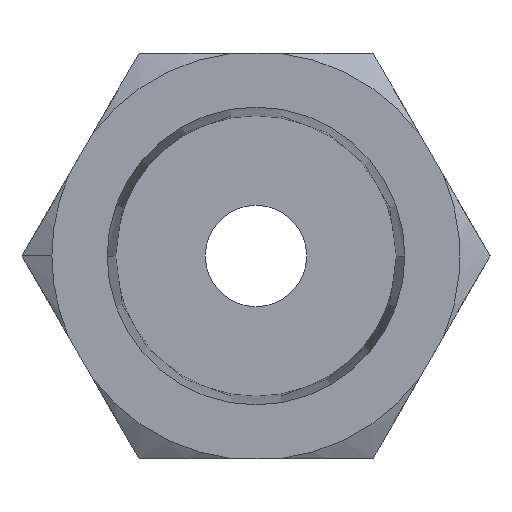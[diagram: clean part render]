
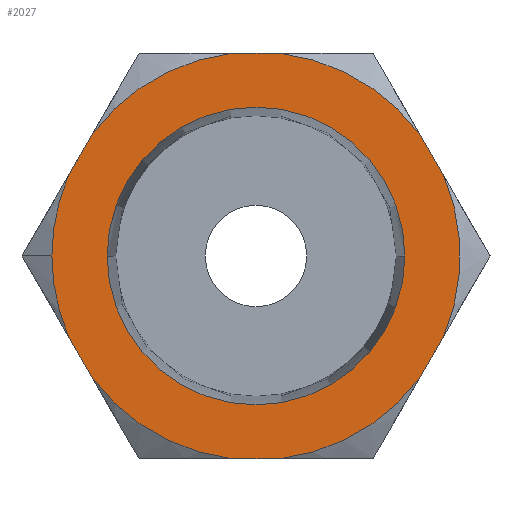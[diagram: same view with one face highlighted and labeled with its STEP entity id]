
A CAD part, front view. The second image highlights one B-rep face of the part: STEP entity #2027.
In plain terms, the highlighted planar face has unit normal (0, -1, 0).
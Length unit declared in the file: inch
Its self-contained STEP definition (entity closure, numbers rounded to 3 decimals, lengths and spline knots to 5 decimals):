
#10 = EDGE_CURVE ( 'NONE', #1276, #103, #1575, .T. ) ;
#32 = DIRECTION ( 'NONE',  ( 0., 1., 0. ) ) ;
#84 = CIRCLE ( 'NONE', #1986, 0.2025 ) ;
#85 = DIRECTION ( 'NONE',  ( -1., 0., 0. ) ) ;
#103 = VERTEX_POINT ( 'NONE', #3109 ) ;
#164 = DIRECTION ( 'NONE',  ( -1., 0., 0. ) ) ;
#182 = DIRECTION ( 'NONE',  ( -1., 0., 0. ) ) ;
#212 = PLANE ( 'NONE',  #2757 ) ;
#296 = VERTEX_POINT ( 'NONE', #2283 ) ;
#330 = EDGE_LOOP ( 'NONE', ( #1675, #2113, #1990, #887, #1862, #1337, #466, #1301, #1754, #2342, #1229, #1923, #768 ) ) ;
#333 = VERTEX_POINT ( 'NONE', #3043 ) ;
#362 = EDGE_CURVE ( 'NONE', #376, #1200, #3176, .T. ) ;
#370 = VERTEX_POINT ( 'NONE', #1257 ) ;
#376 = VERTEX_POINT ( 'NONE', #2015 ) ;
#387 = EDGE_CURVE ( 'NONE', #370, #2369, #468, .T. ) ;
#450 = VECTOR ( 'NONE', #1998, 39.37008 ) ;
#466 = ORIENTED_EDGE ( 'NONE', *, *, #3084, .T. ) ;
#468 = CIRCLE ( 'NONE', #2112, 0.2025 ) ;
#614 = EDGE_CURVE ( 'NONE', #2123, #333, #2409, .T. ) ;
#687 = EDGE_CURVE ( 'NONE', #1203, #296, #1450, .T. ) ;
#721 = ORIENTED_EDGE ( 'NONE', *, *, #1809, .T. ) ;
#743 = CARTESIAN_POINT ( 'NONE',  ( -0.22217, 0., 0.16637 ) ) ;
#768 = ORIENTED_EDGE ( 'NONE', *, *, #1966, .F. ) ;
#790 = DIRECTION ( 'NONE',  ( 1., 0., 0. ) ) ;
#808 = DIRECTION ( 'NONE',  ( 0., 1., 0. ) ) ;
#835 = CARTESIAN_POINT ( 'NONE',  ( 0., 0., 0. ) ) ;
#887 = ORIENTED_EDGE ( 'NONE', *, *, #2830, .F. ) ;
#1065 = CARTESIAN_POINT ( 'NONE',  ( -0.27756, 0., 0. ) ) ;
#1107 = AXIS2_PLACEMENT_3D ( 'NONE', #2663, #2859, #1980 ) ;
#1144 = DIRECTION ( 'NONE',  ( 1., 0., 0. ) ) ;
#1159 = CARTESIAN_POINT ( 'NONE',  ( -0.24003, 0., 0.27559 ) ) ;
#1199 = VECTOR ( 'NONE', #1551, 39.37008 ) ;
#1200 = VERTEX_POINT ( 'NONE', #1340 ) ;
#1203 = VERTEX_POINT ( 'NONE', #2168 ) ;
#1229 = ORIENTED_EDGE ( 'NONE', *, *, #3169, .F. ) ;
#1257 = CARTESIAN_POINT ( 'NONE',  ( -0.2025, 0., 0. ) ) ;
#1269 = DIRECTION ( 'NONE',  ( 0., 1., 0. ) ) ;
#1276 = VERTEX_POINT ( 'NONE', #3281 ) ;
#1301 = ORIENTED_EDGE ( 'NONE', *, *, #614, .F. ) ;
#1317 = CARTESIAN_POINT ( 'NONE',  ( -0.22217, 0., -0.16637 ) ) ;
#1337 = ORIENTED_EDGE ( 'NONE', *, *, #1933, .F. ) ;
#1340 = CARTESIAN_POINT ( 'NONE',  ( 0.033, 0., -0.27559 ) ) ;
#1378 = CIRCLE ( 'NONE', #2388, 0.27756 ) ;
#1450 = LINE ( 'NONE', #1159, #2771 ) ;
#1461 = AXIS2_PLACEMENT_3D ( 'NONE', #3174, #1702, #85 ) ;
#1466 = LINE ( 'NONE', #2677, #2047 ) ;
#1486 = VERTEX_POINT ( 'NONE', #2867 ) ;
#1491 = EDGE_CURVE ( 'NONE', #1276, #1486, #2060, .T. ) ;
#1536 = EDGE_CURVE ( 'NONE', #2580, #1617, #3098, .T. ) ;
#1545 = DIRECTION ( 'NONE',  ( 0., 1., 0. ) ) ;
#1551 = DIRECTION ( 'NONE',  ( 1., 0., 0. ) ) ;
#1559 = EDGE_CURVE ( 'NONE', #2574, #103, #1831, .T. ) ;
#1575 = CIRCLE ( 'NONE', #1107, 0.27756 ) ;
#1590 = DIRECTION ( 'NONE',  ( 0., -1., 0. ) ) ;
#1617 = VERTEX_POINT ( 'NONE', #1317 ) ;
#1625 = DIRECTION ( 'NONE',  ( 0.5, 0., 0.866 ) ) ;
#1635 = CARTESIAN_POINT ( 'NONE',  ( 0.22217, 0., -0.16637 ) ) ;
#1637 = CARTESIAN_POINT ( 'NONE',  ( 0.22217, 0., -0.16637 ) ) ;
#1642 = DIRECTION ( 'NONE',  ( -1., 0., 0. ) ) ;
#1675 = ORIENTED_EDGE ( 'NONE', *, *, #1559, .T. ) ;
#1693 = DIRECTION ( 'NONE',  ( -1., 0., 0. ) ) ;
#1702 = DIRECTION ( 'NONE',  ( 0., 1., 0. ) ) ;
#1703 = DIRECTION ( 'NONE',  ( 0., 1., 0. ) ) ;
#1716 = CARTESIAN_POINT ( 'NONE',  ( 0., 0., 0. ) ) ;
#1742 = AXIS2_PLACEMENT_3D ( 'NONE', #3249, #1798, #182 ) ;
#1754 = ORIENTED_EDGE ( 'NONE', *, *, #3303, .F. ) ;
#1783 = DIRECTION ( 'NONE',  ( 0., 1., 0. ) ) ;
#1790 = CARTESIAN_POINT ( 'NONE',  ( -0.24003, 0., -0.27559 ) ) ;
#1798 = DIRECTION ( 'NONE',  ( 0., 1., 0. ) ) ;
#1809 = EDGE_CURVE ( 'NONE', #2369, #370, #84, .T. ) ;
#1831 = LINE ( 'NONE', #1637, #3125 ) ;
#1862 = ORIENTED_EDGE ( 'NONE', *, *, #687, .T. ) ;
#1923 = ORIENTED_EDGE ( 'NONE', *, *, #362, .T. ) ;
#1933 = EDGE_CURVE ( 'NONE', #1997, #296, #2134, .T. ) ;
#1949 = EDGE_LOOP ( 'NONE', ( #721, #2494 ) ) ;
#1966 = EDGE_CURVE ( 'NONE', #2574, #1200, #2053, .T. ) ;
#1980 = DIRECTION ( 'NONE',  ( -1., 0., 0. ) ) ;
#1983 = AXIS2_PLACEMENT_3D ( 'NONE', #1716, #1703, #1693 ) ;
#1986 = AXIS2_PLACEMENT_3D ( 'NONE', #3007, #32, #1144 ) ;
#1990 = ORIENTED_EDGE ( 'NONE', *, *, #1491, .T. ) ;
#1997 = VERTEX_POINT ( 'NONE', #743 ) ;
#1998 = DIRECTION ( 'NONE',  ( 0.5, 0., -0.866 ) ) ;
#2014 = CARTESIAN_POINT ( 'NONE',  ( -0.25517, 0., -0.10922 ) ) ;
#2015 = CARTESIAN_POINT ( 'NONE',  ( -0.033, 0., -0.27559 ) ) ;
#2027 = ADVANCED_FACE ( 'NONE', ( #2744, #3296 ), #212, .T. ) ;
#2047 = VECTOR ( 'NONE', #3159, 39.37008 ) ;
#2053 = CIRCLE ( 'NONE', #2647, 0.27756 ) ;
#2060 = LINE ( 'NONE', #2285, #2635 ) ;
#2112 = AXIS2_PLACEMENT_3D ( 'NONE', #835, #808, #790 ) ;
#2113 = ORIENTED_EDGE ( 'NONE', *, *, #10, .F. ) ;
#2123 = VERTEX_POINT ( 'NONE', #1065 ) ;
#2129 = CIRCLE ( 'NONE', #1742, 0.27756 ) ;
#2134 = CIRCLE ( 'NONE', #2317, 0.27756 ) ;
#2168 = CARTESIAN_POINT ( 'NONE',  ( 0.033, 0., 0.27559 ) ) ;
#2275 = DIRECTION ( 'NONE',  ( -0.5, 0., 0.866 ) ) ;
#2283 = CARTESIAN_POINT ( 'NONE',  ( -0.033, 0., 0.27559 ) ) ;
#2285 = CARTESIAN_POINT ( 'NONE',  ( 0.25517, 0., 0.10922 ) ) ;
#2317 = AXIS2_PLACEMENT_3D ( 'NONE', #3236, #1783, #164 ) ;
#2342 = ORIENTED_EDGE ( 'NONE', *, *, #1536, .T. ) ;
#2369 = VERTEX_POINT ( 'NONE', #2676 ) ;
#2382 = CARTESIAN_POINT ( 'NONE',  ( -0.25517, 0., -0.10922 ) ) ;
#2388 = AXIS2_PLACEMENT_3D ( 'NONE', #2782, #1269, #3015 ) ;
#2409 = CIRCLE ( 'NONE', #1983, 0.27756 ) ;
#2494 = ORIENTED_EDGE ( 'NONE', *, *, #387, .T. ) ;
#2574 = VERTEX_POINT ( 'NONE', #1635 ) ;
#2580 = VERTEX_POINT ( 'NONE', #2382 ) ;
#2635 = VECTOR ( 'NONE', #2275, 39.37008 ) ;
#2647 = AXIS2_PLACEMENT_3D ( 'NONE', #3016, #1545, #3243 ) ;
#2663 = CARTESIAN_POINT ( 'NONE',  ( 0., 0., 0. ) ) ;
#2676 = CARTESIAN_POINT ( 'NONE',  ( 0.2025, 0., 0. ) ) ;
#2677 = CARTESIAN_POINT ( 'NONE',  ( -0.22217, 0., 0.16637 ) ) ;
#2744 = FACE_BOUND ( 'NONE', #1949, .T. ) ;
#2757 = AXIS2_PLACEMENT_3D ( 'NONE', #3060, #1590, #3283 ) ;
#2771 = VECTOR ( 'NONE', #1642, 39.37008 ) ;
#2782 = CARTESIAN_POINT ( 'NONE',  ( 0., 0., 0. ) ) ;
#2830 = EDGE_CURVE ( 'NONE', #1203, #1486, #2129, .T. ) ;
#2859 = DIRECTION ( 'NONE',  ( 0., 1., 0. ) ) ;
#2867 = CARTESIAN_POINT ( 'NONE',  ( 0.22217, 0., 0.16637 ) ) ;
#3007 = CARTESIAN_POINT ( 'NONE',  ( 0., 0., 0. ) ) ;
#3015 = DIRECTION ( 'NONE',  ( -1., 0., 0. ) ) ;
#3016 = CARTESIAN_POINT ( 'NONE',  ( 0., 0., 0. ) ) ;
#3043 = CARTESIAN_POINT ( 'NONE',  ( -0.25517, 0., 0.10922 ) ) ;
#3060 = CARTESIAN_POINT ( 'NONE',  ( -0.24003, 0., 0. ) ) ;
#3084 = EDGE_CURVE ( 'NONE', #1997, #333, #1466, .T. ) ;
#3098 = LINE ( 'NONE', #2014, #450 ) ;
#3109 = CARTESIAN_POINT ( 'NONE',  ( 0.25517, 0., -0.10922 ) ) ;
#3125 = VECTOR ( 'NONE', #1625, 39.37008 ) ;
#3159 = DIRECTION ( 'NONE',  ( -0.5, 0., -0.866 ) ) ;
#3169 = EDGE_CURVE ( 'NONE', #376, #1617, #3257, .T. ) ;
#3174 = CARTESIAN_POINT ( 'NONE',  ( 0., 0., 0. ) ) ;
#3176 = LINE ( 'NONE', #1790, #1199 ) ;
#3236 = CARTESIAN_POINT ( 'NONE',  ( 0., 0., 0. ) ) ;
#3243 = DIRECTION ( 'NONE',  ( -1., 0., 0. ) ) ;
#3249 = CARTESIAN_POINT ( 'NONE',  ( 0., 0., 0. ) ) ;
#3257 = CIRCLE ( 'NONE', #1461, 0.27756 ) ;
#3281 = CARTESIAN_POINT ( 'NONE',  ( 0.25517, 0., 0.10922 ) ) ;
#3283 = DIRECTION ( 'NONE',  ( 0., 0., -1. ) ) ;
#3296 = FACE_OUTER_BOUND ( 'NONE', #330, .T. ) ;
#3303 = EDGE_CURVE ( 'NONE', #2580, #2123, #1378, .T. ) ;
